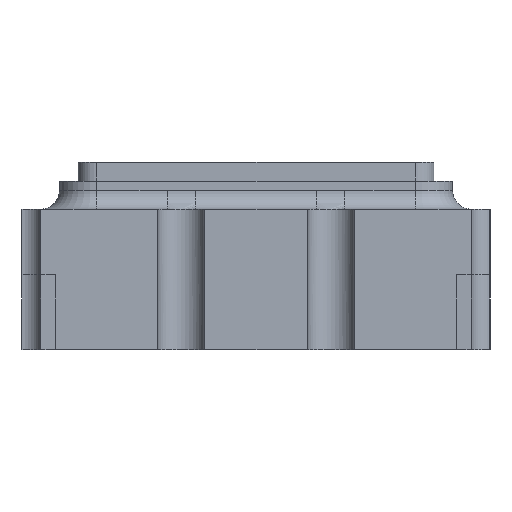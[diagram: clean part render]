
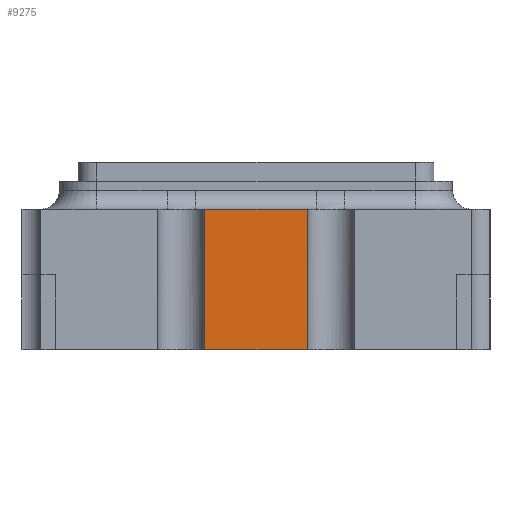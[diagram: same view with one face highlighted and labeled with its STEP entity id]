
A CAD part, left-side view. The second image highlights one B-rep face of the part: STEP entity #9275.
In plain terms, the highlighted face is planar.
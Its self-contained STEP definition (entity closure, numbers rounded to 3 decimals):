
#2869 = PLANE('',#2870);
#2870 = AXIS2_PLACEMENT_3D('',#2871,#2872,#2873);
#2871 = CARTESIAN_POINT('',(0.,0.,0.));
#2872 = DIRECTION('',(0.,0.,1.));
#2873 = DIRECTION('',(1.,0.,0.));
#3322 = VERTEX_POINT('',#3323);
#3323 = CARTESIAN_POINT('',(1.6,0.275,0.75));
#3331 = PLANE('',#3332);
#3332 = AXIS2_PLACEMENT_3D('',#3333,#3334,#3335);
#3333 = CARTESIAN_POINT('',(0.,0.,0.75));
#3334 = DIRECTION('',(0.,0.,1.));
#3335 = DIRECTION('',(1.,0.,0.));
#3343 = CYLINDRICAL_SURFACE('',#3344,0.125);
#3344 = AXIS2_PLACEMENT_3D('',#3345,#3346,#3347);
#3345 = CARTESIAN_POINT('',(1.6,0.4,0.));
#3346 = DIRECTION('',(0.,0.,1.));
#3347 = DIRECTION('',(1.,0.,0.));
#3428 = VERTEX_POINT('',#3429);
#3429 = CARTESIAN_POINT('',(1.6,-0.275,0.75));
#3444 = CYLINDRICAL_SURFACE('',#3445,0.125);
#3445 = AXIS2_PLACEMENT_3D('',#3446,#3447,#3448);
#3446 = CARTESIAN_POINT('',(1.6,-0.4,0.));
#3447 = DIRECTION('',(0.,0.,1.));
#3448 = DIRECTION('',(1.,0.,0.));
#3478 = EDGE_CURVE('',#3428,#3322,#3479,.T.);
#3479 = SURFACE_CURVE('',#3480,(#3484,#3491),.PCURVE_S1.);
#3480 = LINE('',#3481,#3482);
#3481 = CARTESIAN_POINT('',(1.6,-1.25,0.75));
#3482 = VECTOR('',#3483,1.);
#3483 = DIRECTION('',(0.,1.,0.));
#3484 = PCURVE('',#3331,#3485);
#3485 = DEFINITIONAL_REPRESENTATION('',(#3486),#3490);
#3486 = LINE('',#3487,#3488);
#3487 = CARTESIAN_POINT('',(1.6,-1.25));
#3488 = VECTOR('',#3489,1.);
#3489 = DIRECTION('',(0.,1.));
#3490 = ( GEOMETRIC_REPRESENTATION_CONTEXT(2) 
PARAMETRIC_REPRESENTATION_CONTEXT() REPRESENTATION_CONTEXT('2D SPACE',''
  ) );
#3491 = PCURVE('',#3492,#3497);
#3492 = PLANE('',#3493);
#3493 = AXIS2_PLACEMENT_3D('',#3494,#3495,#3496);
#3494 = CARTESIAN_POINT('',(1.6,-1.25,0.75));
#3495 = DIRECTION('',(-1.,0.,0.));
#3496 = DIRECTION('',(0.,0.,1.));
#3497 = DEFINITIONAL_REPRESENTATION('',(#3498),#3502);
#3498 = LINE('',#3499,#3500);
#3499 = CARTESIAN_POINT('',(0.,0.));
#3500 = VECTOR('',#3501,1.);
#3501 = DIRECTION('',(0.,1.));
#3502 = ( GEOMETRIC_REPRESENTATION_CONTEXT(2) 
PARAMETRIC_REPRESENTATION_CONTEXT() REPRESENTATION_CONTEXT('2D SPACE',''
  ) );
#8722 = VERTEX_POINT('',#8723);
#8723 = CARTESIAN_POINT('',(1.6,0.275,0.));
#8767 = EDGE_CURVE('',#8768,#8722,#8770,.T.);
#8768 = VERTEX_POINT('',#8769);
#8769 = CARTESIAN_POINT('',(1.6,-0.275,0.));
#8770 = SURFACE_CURVE('',#8771,(#8775,#8782),.PCURVE_S1.);
#8771 = LINE('',#8772,#8773);
#8772 = CARTESIAN_POINT('',(1.6,-1.25,0.));
#8773 = VECTOR('',#8774,1.);
#8774 = DIRECTION('',(0.,1.,0.));
#8775 = PCURVE('',#2869,#8776);
#8776 = DEFINITIONAL_REPRESENTATION('',(#8777),#8781);
#8777 = LINE('',#8778,#8779);
#8778 = CARTESIAN_POINT('',(1.6,-1.25));
#8779 = VECTOR('',#8780,1.);
#8780 = DIRECTION('',(0.,1.));
#8781 = ( GEOMETRIC_REPRESENTATION_CONTEXT(2) 
PARAMETRIC_REPRESENTATION_CONTEXT() REPRESENTATION_CONTEXT('2D SPACE',''
  ) );
#8782 = PCURVE('',#3492,#8783);
#8783 = DEFINITIONAL_REPRESENTATION('',(#8784),#8788);
#8784 = LINE('',#8785,#8786);
#8785 = CARTESIAN_POINT('',(-0.75,0.));
#8786 = VECTOR('',#8787,1.);
#8787 = DIRECTION('',(0.,1.));
#8788 = ( GEOMETRIC_REPRESENTATION_CONTEXT(2) 
PARAMETRIC_REPRESENTATION_CONTEXT() REPRESENTATION_CONTEXT('2D SPACE',''
  ) );
#9275 = ADVANCED_FACE('',(#9276),#3492,.F.);
#9276 = FACE_BOUND('',#9277,.T.);
#9277 = EDGE_LOOP('',(#9278,#9279,#9322,#9323));
#9278 = ORIENTED_EDGE('',*,*,#8767,.T.);
#9279 = ORIENTED_EDGE('',*,*,#9280,.T.);
#9280 = EDGE_CURVE('',#8722,#3322,#9281,.T.);
#9281 = SURFACE_CURVE('',#9282,(#9286,#9293),.PCURVE_S1.);
#9282 = LINE('',#9283,#9284);
#9283 = CARTESIAN_POINT('',(1.6,0.275,0.));
#9284 = VECTOR('',#9285,1.);
#9285 = DIRECTION('',(0.,0.,1.));
#9286 = PCURVE('',#3492,#9287);
#9287 = DEFINITIONAL_REPRESENTATION('',(#9288),#9292);
#9288 = LINE('',#9289,#9290);
#9289 = CARTESIAN_POINT('',(-0.75,1.525));
#9290 = VECTOR('',#9291,1.);
#9291 = DIRECTION('',(1.,0.));
#9292 = ( GEOMETRIC_REPRESENTATION_CONTEXT(2) 
PARAMETRIC_REPRESENTATION_CONTEXT() REPRESENTATION_CONTEXT('2D SPACE',''
  ) );
#9293 = PCURVE('',#3343,#9294);
#9294 = DEFINITIONAL_REPRESENTATION('',(#9295),#9321);
#9295 = B_SPLINE_CURVE_WITH_KNOTS('',3,(#9296,#9297,#9298,#9299,#9300,
    #9301,#9302,#9303,#9304,#9305,#9306,#9307,#9308,#9309,#9310,#9311,
    #9312,#9313,#9314,#9315,#9316,#9317,#9318,#9319,#9320),
  .UNSPECIFIED.,.F.,.F.,(4,1,1,1,1,1,1,1,1,1,1,1,1,1,1,1,1,1,1,1,1,1,4),
  (0.,0.034,0.068,0.102,
    0.136,0.17,0.205,0.239,
    0.273,0.307,0.341,0.375,0.409,
    0.443,0.477,0.511,0.545,
    0.58,0.614,0.648,0.682,
    0.716,0.75),.QUASI_UNIFORM_KNOTS.);
#9296 = CARTESIAN_POINT('',(4.712,0.));
#9297 = CARTESIAN_POINT('',(4.712,0.011));
#9298 = CARTESIAN_POINT('',(4.712,0.034));
#9299 = CARTESIAN_POINT('',(4.712,0.068));
#9300 = CARTESIAN_POINT('',(4.712,0.102));
#9301 = CARTESIAN_POINT('',(4.712,0.136));
#9302 = CARTESIAN_POINT('',(4.712,0.17));
#9303 = CARTESIAN_POINT('',(4.712,0.205));
#9304 = CARTESIAN_POINT('',(4.712,0.239));
#9305 = CARTESIAN_POINT('',(4.712,0.273));
#9306 = CARTESIAN_POINT('',(4.712,0.307));
#9307 = CARTESIAN_POINT('',(4.712,0.341));
#9308 = CARTESIAN_POINT('',(4.712,0.375));
#9309 = CARTESIAN_POINT('',(4.712,0.409));
#9310 = CARTESIAN_POINT('',(4.712,0.443));
#9311 = CARTESIAN_POINT('',(4.712,0.477));
#9312 = CARTESIAN_POINT('',(4.712,0.511));
#9313 = CARTESIAN_POINT('',(4.712,0.545));
#9314 = CARTESIAN_POINT('',(4.712,0.58));
#9315 = CARTESIAN_POINT('',(4.712,0.614));
#9316 = CARTESIAN_POINT('',(4.712,0.648));
#9317 = CARTESIAN_POINT('',(4.712,0.682));
#9318 = CARTESIAN_POINT('',(4.712,0.716));
#9319 = CARTESIAN_POINT('',(4.712,0.739));
#9320 = CARTESIAN_POINT('',(4.712,0.75));
#9321 = ( GEOMETRIC_REPRESENTATION_CONTEXT(2) 
PARAMETRIC_REPRESENTATION_CONTEXT() REPRESENTATION_CONTEXT('2D SPACE',''
  ) );
#9322 = ORIENTED_EDGE('',*,*,#3478,.F.);
#9323 = ORIENTED_EDGE('',*,*,#9324,.T.);
#9324 = EDGE_CURVE('',#3428,#8768,#9325,.T.);
#9325 = SURFACE_CURVE('',#9326,(#9330,#9337),.PCURVE_S1.);
#9326 = LINE('',#9327,#9328);
#9327 = CARTESIAN_POINT('',(1.6,-0.275,0.));
#9328 = VECTOR('',#9329,1.);
#9329 = DIRECTION('',(0.,0.,-1.));
#9330 = PCURVE('',#3492,#9331);
#9331 = DEFINITIONAL_REPRESENTATION('',(#9332),#9336);
#9332 = LINE('',#9333,#9334);
#9333 = CARTESIAN_POINT('',(-0.75,0.975));
#9334 = VECTOR('',#9335,1.);
#9335 = DIRECTION('',(-1.,0.));
#9336 = ( GEOMETRIC_REPRESENTATION_CONTEXT(2) 
PARAMETRIC_REPRESENTATION_CONTEXT() REPRESENTATION_CONTEXT('2D SPACE',''
  ) );
#9337 = PCURVE('',#3444,#9338);
#9338 = DEFINITIONAL_REPRESENTATION('',(#9339),#9365);
#9339 = B_SPLINE_CURVE_WITH_KNOTS('',3,(#9340,#9341,#9342,#9343,#9344,
    #9345,#9346,#9347,#9348,#9349,#9350,#9351,#9352,#9353,#9354,#9355,
    #9356,#9357,#9358,#9359,#9360,#9361,#9362,#9363,#9364),
  .UNSPECIFIED.,.F.,.F.,(4,1,1,1,1,1,1,1,1,1,1,1,1,1,1,1,1,1,1,1,1,1,4),
  (-0.75,-0.716,-0.682,-0.648,-0.614
    ,-0.58,-0.545,-0.511,-0.477,
    -0.443,-0.409,-0.375,-0.341,
    -0.307,-0.273,-0.239,-0.205,
    -0.17,-0.136,-0.102,-0.068
    ,-0.034,0.),.UNSPECIFIED.);
#9340 = CARTESIAN_POINT('',(1.571,0.75));
#9341 = CARTESIAN_POINT('',(1.571,0.739));
#9342 = CARTESIAN_POINT('',(1.571,0.716));
#9343 = CARTESIAN_POINT('',(1.571,0.682));
#9344 = CARTESIAN_POINT('',(1.571,0.648));
#9345 = CARTESIAN_POINT('',(1.571,0.614));
#9346 = CARTESIAN_POINT('',(1.571,0.58));
#9347 = CARTESIAN_POINT('',(1.571,0.545));
#9348 = CARTESIAN_POINT('',(1.571,0.511));
#9349 = CARTESIAN_POINT('',(1.571,0.477));
#9350 = CARTESIAN_POINT('',(1.571,0.443));
#9351 = CARTESIAN_POINT('',(1.571,0.409));
#9352 = CARTESIAN_POINT('',(1.571,0.375));
#9353 = CARTESIAN_POINT('',(1.571,0.341));
#9354 = CARTESIAN_POINT('',(1.571,0.307));
#9355 = CARTESIAN_POINT('',(1.571,0.273));
#9356 = CARTESIAN_POINT('',(1.571,0.239));
#9357 = CARTESIAN_POINT('',(1.571,0.205));
#9358 = CARTESIAN_POINT('',(1.571,0.17));
#9359 = CARTESIAN_POINT('',(1.571,0.136));
#9360 = CARTESIAN_POINT('',(1.571,0.102));
#9361 = CARTESIAN_POINT('',(1.571,0.068));
#9362 = CARTESIAN_POINT('',(1.571,0.034));
#9363 = CARTESIAN_POINT('',(1.571,0.011));
#9364 = CARTESIAN_POINT('',(1.571,0.));
#9365 = ( GEOMETRIC_REPRESENTATION_CONTEXT(2) 
PARAMETRIC_REPRESENTATION_CONTEXT() REPRESENTATION_CONTEXT('2D SPACE',''
  ) );
